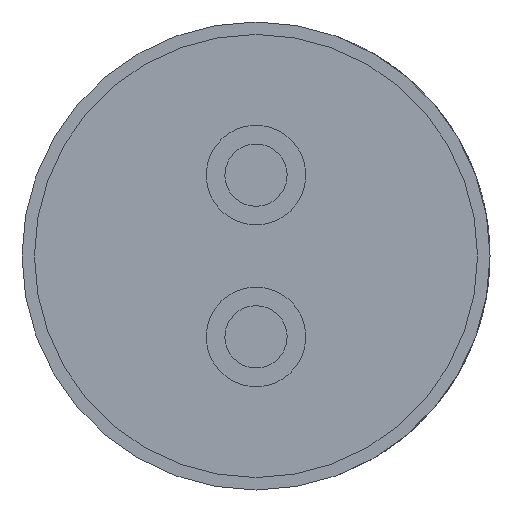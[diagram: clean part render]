
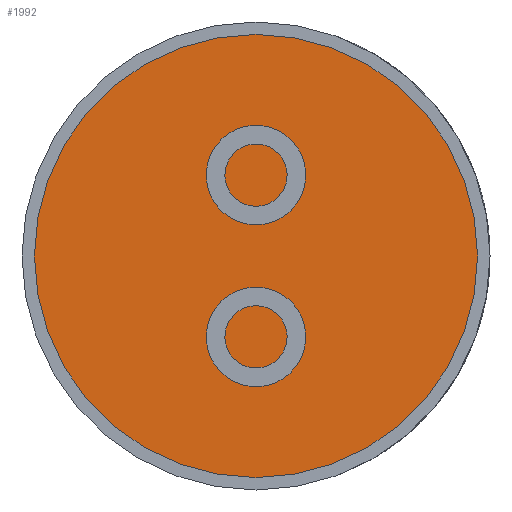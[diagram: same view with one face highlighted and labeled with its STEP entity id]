
A CAD part, front view. The second image highlights one B-rep face of the part: STEP entity #1992.
In plain terms, the highlighted planar face has unit normal (0, -1, 0).
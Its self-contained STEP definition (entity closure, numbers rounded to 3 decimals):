
#62 = EDGE_LOOP ( 'NONE', ( #906, #1819 ) ) ;
#96 = DIRECTION ( 'NONE',  ( 0., -1., 0. ) ) ;
#428 = DIRECTION ( 'NONE',  ( 0., 0., -1. ) ) ;
#574 = CARTESIAN_POINT ( 'NONE',  ( 0., 3., 0. ) ) ;
#677 = EDGE_CURVE ( 'NONE', #2047, #2923, #1997, .T. ) ;
#770 = CARTESIAN_POINT ( 'NONE',  ( 0., 3., 0. ) ) ;
#882 = AXIS2_PLACEMENT_3D ( 'NONE', #770, #96, #428 ) ;
#906 = ORIENTED_EDGE ( 'NONE', *, *, #677, .T. ) ;
#1157 = EDGE_CURVE ( 'NONE', #2923, #2047, #3688, .T. ) ;
#1183 = CARTESIAN_POINT ( 'NONE',  ( 0., 3., 17.8 ) ) ;
#1358 = AXIS2_PLACEMENT_3D ( 'NONE', #574, #1563, #4048 ) ;
#1540 = DIRECTION ( 'NONE',  ( 0., -1., 0. ) ) ;
#1563 = DIRECTION ( 'NONE',  ( 0., -1., 0. ) ) ;
#1591 = PLANE ( 'NONE',  #1358 ) ;
#1819 = ORIENTED_EDGE ( 'NONE', *, *, #1157, .T. ) ;
#1852 = CARTESIAN_POINT ( 'NONE',  ( 0., 3., 0. ) ) ;
#1992 = ADVANCED_FACE ( 'NONE', ( #4350 ), #1591, .T. ) ;
#1997 = CIRCLE ( 'NONE', #2867, 17.8 ) ;
#2047 = VERTEX_POINT ( 'NONE', #3773 ) ;
#2867 = AXIS2_PLACEMENT_3D ( 'NONE', #1852, #1540, #3232 ) ;
#2923 = VERTEX_POINT ( 'NONE', #1183 ) ;
#3232 = DIRECTION ( 'NONE',  ( 0., 0., -1. ) ) ;
#3688 = CIRCLE ( 'NONE', #882, 17.8 ) ;
#3773 = CARTESIAN_POINT ( 'NONE',  ( 0., 3., -17.8 ) ) ;
#4048 = DIRECTION ( 'NONE',  ( 0., 0., -1. ) ) ;
#4350 = FACE_OUTER_BOUND ( 'NONE', #62, .T. ) ;
